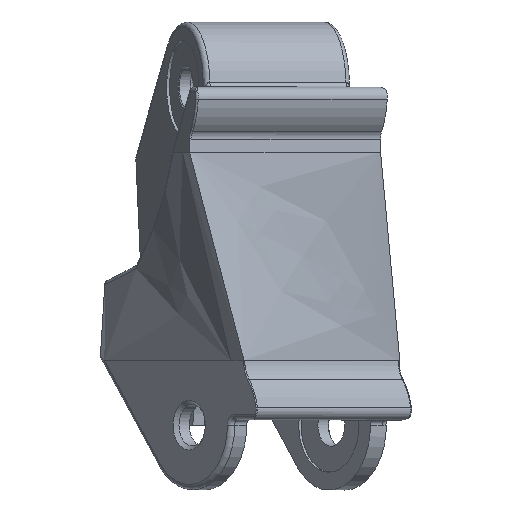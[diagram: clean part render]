
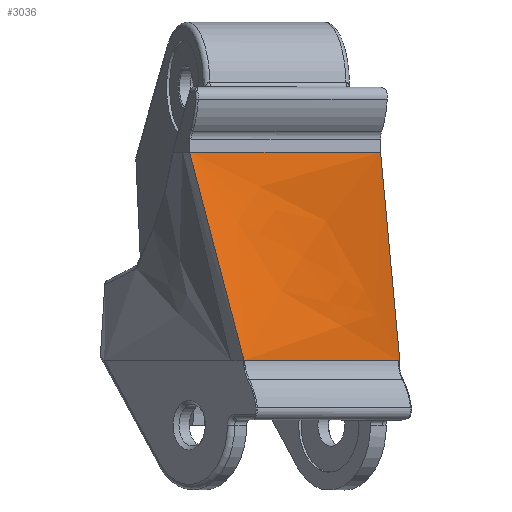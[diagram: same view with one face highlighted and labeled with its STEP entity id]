
A CAD part, top view. The second image highlights one B-rep face of the part: STEP entity #3036.
In plain terms, the highlighted free-form (B-spline) face has degree [3, 1] with [4, 3] control points.
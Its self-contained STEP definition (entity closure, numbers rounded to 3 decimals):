
#69=B_SPLINE_SURFACE_WITH_KNOTS('',3,1,((#5144,#5145,#5146),(#5147,#5148,
#5149),(#5150,#5151,#5152),(#5153,#5154,#5155)),.RULED_SURF.,.F.,.F.,.F.,
(4,4),(2,1,2),(0.,1.),(0.,1.,1.045),.PIECEWISE_BEZIER_KNOTS.);
#116=B_SPLINE_CURVE_WITH_KNOTS('',3,(#4849,#4850,#4851,#4852),
 .UNSPECIFIED.,.F.,.F.,(4,4),(0.,0.001),
 .UNSPECIFIED.);
#133=B_SPLINE_CURVE_WITH_KNOTS('',3,(#5159,#5160,#5161,#5162,#5163,#5164,
#5165,#5166),.UNSPECIFIED.,.F.,.F.,(4,1,1,1,1,4),(0.,
0.,0.,0.,0.001,
0.001),.UNSPECIFIED.);
#845=ORIENTED_EDGE('',*,*,#1616,.F.);
#846=ORIENTED_EDGE('',*,*,#1617,.T.);
#847=ORIENTED_EDGE('',*,*,#1501,.F.);
#848=ORIENTED_EDGE('',*,*,#1618,.F.);
#849=ORIENTED_EDGE('',*,*,#1619,.T.);
#850=ORIENTED_EDGE('',*,*,#1620,.T.);
#1501=EDGE_CURVE('',#1924,#1925,#116,.T.);
#1616=EDGE_CURVE('',#2005,#2006,#2217,.F.);
#1617=EDGE_CURVE('',#2005,#1925,#133,.T.);
#1618=EDGE_CURVE('',#1863,#1924,#2218,.T.);
#1619=EDGE_CURVE('',#1863,#1851,#2219,.F.);
#1620=EDGE_CURVE('',#1851,#2006,#2220,.T.);
#1851=VERTEX_POINT('',#4610);
#1863=VERTEX_POINT('',#4639);
#1924=VERTEX_POINT('',#4848);
#1925=VERTEX_POINT('',#4853);
#2005=VERTEX_POINT('',#5157);
#2006=VERTEX_POINT('',#5158);
#2217=LINE('',#5156,#2437);
#2218=LINE('',#5167,#2438);
#2219=LINE('',#5168,#2439);
#2220=LINE('',#5169,#2440);
#2437=VECTOR('',#3962,1000.);
#2438=VECTOR('',#3963,1000.);
#2439=VECTOR('',#3964,1000.);
#2440=VECTOR('',#3965,1000.);
#2587=EDGE_LOOP('',(#845,#846,#847,#848,#849,#850));
#2795=FACE_BOUND('',#2587,.T.);
#3036=ADVANCED_FACE('',(#2795),#69,.T.);
#3962=DIRECTION('',(0.766,0.,-0.643));
#3963=DIRECTION('',(0.089,-0.967,-0.24));
#3964=DIRECTION('',(0.94,0.,-0.342));
#3965=DIRECTION('',(0.253,-0.967,0.043));
#4610=CARTESIAN_POINT('',(-5.145,-42.5,14.379));
#4639=CARTESIAN_POINT('',(13.184,-42.5,7.708));
#4848=CARTESIAN_POINT('',(15.025,-62.5,2.734));
#4849=CARTESIAN_POINT('',(15.025,-62.5,2.734));
#4850=CARTESIAN_POINT('',(15.003,-62.761,2.708));
#4851=CARTESIAN_POINT('',(14.982,-63.022,2.682));
#4852=CARTESIAN_POINT('',(14.961,-63.283,2.657));
#4853=CARTESIAN_POINT('',(14.961,-63.283,2.657));
#5144=CARTESIAN_POINT('',(13.184,-42.5,7.708));
#5145=CARTESIAN_POINT('',(15.025,-62.5,2.734));
#5146=CARTESIAN_POINT('',(15.109,-63.408,2.508));
#5147=CARTESIAN_POINT('',(7.074,-42.5,9.932));
#5148=CARTESIAN_POINT('',(10.045,-62.5,6.913));
#5149=CARTESIAN_POINT('',(10.18,-63.408,6.776));
#5150=CARTESIAN_POINT('',(0.965,-42.5,12.156));
#5151=CARTESIAN_POINT('',(5.064,-62.5,11.093));
#5152=CARTESIAN_POINT('',(5.25,-63.408,11.044));
#5153=CARTESIAN_POINT('',(-5.145,-42.5,14.379));
#5154=CARTESIAN_POINT('',(0.084,-62.5,15.272));
#5155=CARTESIAN_POINT('',(0.321,-63.408,15.312));
#5156=CARTESIAN_POINT('',(0.084,-62.5,15.272));
#5157=CARTESIAN_POINT('',(14.872,-62.5,2.863));
#5158=CARTESIAN_POINT('',(0.084,-62.5,15.272));
#5159=CARTESIAN_POINT('',(14.872,-62.5,2.863));
#5160=CARTESIAN_POINT('',(14.9,-62.5,2.84));
#5161=CARTESIAN_POINT('',(14.916,-62.582,2.812));
#5162=CARTESIAN_POINT('',(14.943,-62.702,2.769));
#5163=CARTESIAN_POINT('',(14.96,-62.874,2.726));
#5164=CARTESIAN_POINT('',(14.97,-63.075,2.683));
#5165=CARTESIAN_POINT('',(14.966,-63.214,2.664));
#5166=CARTESIAN_POINT('',(14.961,-63.283,2.657));
#5167=CARTESIAN_POINT('',(14.105,-52.5,5.221));
#5168=CARTESIAN_POINT('',(-5.145,-42.5,14.379));
#5169=CARTESIAN_POINT('',(-2.531,-52.5,14.826));
